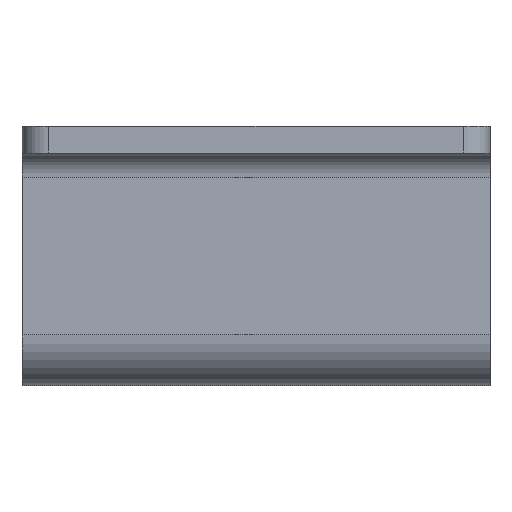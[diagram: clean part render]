
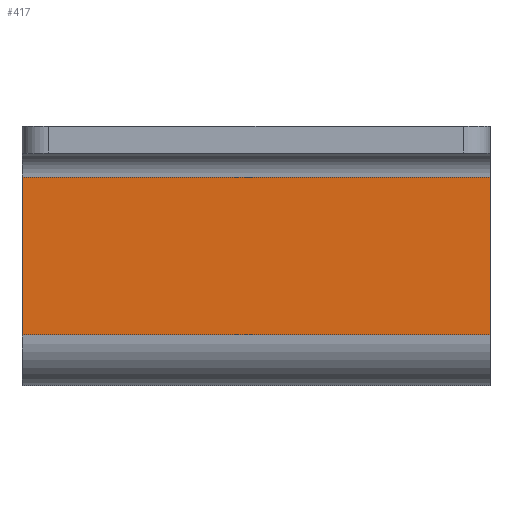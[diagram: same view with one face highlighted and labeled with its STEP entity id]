
A CAD part, front view. The second image highlights one B-rep face of the part: STEP entity #417.
In plain terms, the highlighted planar face has unit normal (0, -1, 0).
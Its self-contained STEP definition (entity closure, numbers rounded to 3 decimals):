
#2 = CARTESIAN_POINT ( 'NONE',  ( 17.5, 42., -3.8 ) ) ;
#44 = LINE ( 'NONE', #57, #175 ) ;
#57 = CARTESIAN_POINT ( 'NONE',  ( 17.5, 42., -3.8 ) ) ;
#124 = VERTEX_POINT ( 'NONE', #2 ) ;
#125 = EDGE_CURVE ( 'NONE', #803, #525, #149, .T. ) ;
#136 = CARTESIAN_POINT ( 'NONE',  ( 17.5, 42., 0. ) ) ;
#149 = LINE ( 'NONE', #276, #178 ) ;
#175 = VECTOR ( 'NONE', #876, 1000. ) ;
#178 = VECTOR ( 'NONE', #220, 1000. ) ;
#198 = CARTESIAN_POINT ( 'NONE',  ( 17.5, 42., 0. ) ) ;
#220 = DIRECTION ( 'NONE',  ( -1., 0., 0. ) ) ;
#242 = VECTOR ( 'NONE', #649, 1000. ) ;
#252 = ORIENTED_EDGE ( 'NONE', *, *, #125, .F. ) ;
#259 = ORIENTED_EDGE ( 'NONE', *, *, #663, .T. ) ;
#276 = CARTESIAN_POINT ( 'NONE',  ( 17.5, 42., -15.6 ) ) ;
#377 = EDGE_CURVE ( 'NONE', #700, #525, #775, .T. ) ;
#401 = PLANE ( 'NONE',  #586 ) ;
#411 = DIRECTION ( 'NONE',  ( 0., 1., 0. ) ) ;
#417 = ADVANCED_FACE ( 'NONE', ( #573 ), #401, .F. ) ;
#422 = CARTESIAN_POINT ( 'NONE',  ( 17.5, 42., -15.6 ) ) ;
#441 = EDGE_LOOP ( 'NONE', ( #595, #252, #534, #259 ) ) ;
#467 = LINE ( 'NONE', #198, #242 ) ;
#525 = VERTEX_POINT ( 'NONE', #626 ) ;
#534 = ORIENTED_EDGE ( 'NONE', *, *, #647, .F. ) ;
#553 = CARTESIAN_POINT ( 'NONE',  ( -17.5, 42., -3.8 ) ) ;
#573 = FACE_OUTER_BOUND ( 'NONE', #441, .T. ) ;
#586 = AXIS2_PLACEMENT_3D ( 'NONE', #136, #411, #809 ) ;
#595 = ORIENTED_EDGE ( 'NONE', *, *, #377, .T. ) ;
#626 = CARTESIAN_POINT ( 'NONE',  ( -17.5, 42., -15.6 ) ) ;
#634 = DIRECTION ( 'NONE',  ( 0., 0., -1. ) ) ;
#644 = VECTOR ( 'NONE', #634, 1000. ) ;
#647 = EDGE_CURVE ( 'NONE', #124, #803, #467, .T. ) ;
#649 = DIRECTION ( 'NONE',  ( 0., 0., -1. ) ) ;
#663 = EDGE_CURVE ( 'NONE', #124, #700, #44, .T. ) ;
#698 = CARTESIAN_POINT ( 'NONE',  ( -17.5, 42., 0. ) ) ;
#700 = VERTEX_POINT ( 'NONE', #553 ) ;
#775 = LINE ( 'NONE', #698, #644 ) ;
#803 = VERTEX_POINT ( 'NONE', #422 ) ;
#809 = DIRECTION ( 'NONE',  ( 0., 0., 1. ) ) ;
#876 = DIRECTION ( 'NONE',  ( -1., 0., 0. ) ) ;
